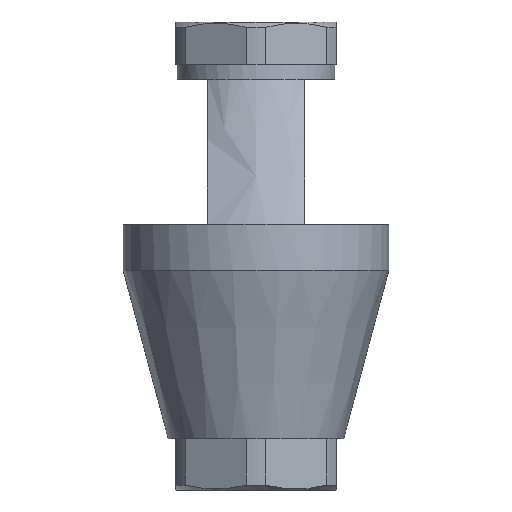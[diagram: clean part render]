
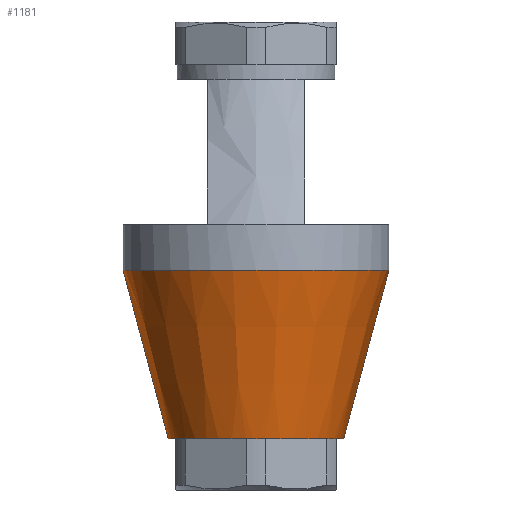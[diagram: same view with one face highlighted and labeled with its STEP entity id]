
A CAD part, left-side view. The second image highlights one B-rep face of the part: STEP entity #1181.
In plain terms, the highlighted conical face has half-angle 15 degrees and reference radius 26.325 mm.
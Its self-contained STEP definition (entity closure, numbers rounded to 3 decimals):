
#44=CONICAL_SURFACE($,#1306,26.325,15.);
#125=FACE_OUTER_BOUND($,#198,.T.);
#198=EDGE_LOOP($,(#970,#971,#972,#973,#974,#975,#976,#977,#978,#979));
#289=LINE($,#2067,#373);
#290=LINE($,#2068,#374);
#373=VECTOR($,#1628,35.739);
#374=VECTOR($,#1629,35.739);
#412=CIRCLE($,#1262,18.);
#415=CIRCLE($,#1268,18.);
#417=CIRCLE($,#1271,18.);
#418=CIRCLE($,#1273,18.);
#430=CIRCLE($,#1299,18.);
#431=CIRCLE($,#1301,18.);
#432=CIRCLE($,#1303,18.);
#434=CIRCLE($,#1307,27.25);
#494=VERTEX_POINT($,#1866);
#495=VERTEX_POINT($,#1867);
#498=VERTEX_POINT($,#1877);
#512=VERTEX_POINT($,#1915);
#516=VERTEX_POINT($,#1929);
#517=VERTEX_POINT($,#1930);
#520=VERTEX_POINT($,#1940);
#521=VERTEX_POINT($,#1948);
#552=VERTEX_POINT($,#2064);
#553=VERTEX_POINT($,#2065);
#647=EDGE_CURVE($,#498,#520,#412,.T.);
#650=EDGE_CURVE($,#521,#512,#415,.T.);
#652=EDGE_CURVE($,#494,#495,#417,.T.);
#653=EDGE_CURVE($,#516,#517,#418,.T.);
#697=EDGE_CURVE($,#495,#498,#430,.T.);
#698=EDGE_CURVE($,#517,#494,#431,.T.);
#699=EDGE_CURVE($,#512,#516,#432,.T.);
#701=EDGE_CURVE($,#520,#552,#289,.T.);
#702=EDGE_CURVE($,#553,#521,#290,.T.);
#703=EDGE_CURVE($,#553,#552,#434,.T.);
#970=ORIENTED_EDGE($,*,*,#703,.F.);
#971=ORIENTED_EDGE($,*,*,#702,.T.);
#972=ORIENTED_EDGE($,*,*,#650,.T.);
#973=ORIENTED_EDGE($,*,*,#699,.T.);
#974=ORIENTED_EDGE($,*,*,#653,.T.);
#975=ORIENTED_EDGE($,*,*,#698,.T.);
#976=ORIENTED_EDGE($,*,*,#652,.T.);
#977=ORIENTED_EDGE($,*,*,#697,.T.);
#978=ORIENTED_EDGE($,*,*,#647,.T.);
#979=ORIENTED_EDGE($,*,*,#701,.T.);
#1181=ADVANCED_FACE($,(#125),#44,.T.);
#1262=AXIS2_PLACEMENT_3D($,#1942,#1516,#1517);
#1268=AXIS2_PLACEMENT_3D($,#1949,#1528,#1529);
#1271=AXIS2_PLACEMENT_3D($,#1952,#1534,#1535);
#1273=AXIS2_PLACEMENT_3D($,#1954,#1538,#1539);
#1299=AXIS2_PLACEMENT_3D($,#2058,#1614,#1615);
#1301=AXIS2_PLACEMENT_3D($,#2060,#1618,#1619);
#1303=AXIS2_PLACEMENT_3D($,#2062,#1622,#1623);
#1306=AXIS2_PLACEMENT_3D($,#2069,#1630,#1631);
#1307=AXIS2_PLACEMENT_3D($,#2070,#1632,#1633);
#1516=DIRECTION('center_axis',(0.,0.,1.));
#1517=DIRECTION('ref_axis',(-0.588,-0.809,0.));
#1528=DIRECTION('center_axis',(0.,0.,1.));
#1529=DIRECTION('ref_axis',(-0.588,-0.809,0.));
#1534=DIRECTION('center_axis',(0.,0.,1.));
#1535=DIRECTION('ref_axis',(-0.588,-0.809,0.));
#1538=DIRECTION('center_axis',(0.,0.,1.));
#1539=DIRECTION('ref_axis',(-0.588,-0.809,0.));
#1614=DIRECTION('center_axis',(0.,0.,1.));
#1615=DIRECTION('ref_axis',(0.,-1.,0.));
#1618=DIRECTION('center_axis',(0.,0.,1.));
#1619=DIRECTION('ref_axis',(0.,-1.,0.));
#1622=DIRECTION('center_axis',(0.,0.,1.));
#1623=DIRECTION('ref_axis',(0.,-1.,0.));
#1628=DIRECTION($,(0.,-0.259,0.966));
#1629=DIRECTION($,(0.,-0.259,-0.966));
#1630=DIRECTION('center_axis',(0.,0.,
1.));
#1631=DIRECTION('ref_axis',(-0.588,-0.809,0.));
#1632=DIRECTION('center_axis',(0.,0.,1.));
#1633=DIRECTION('ref_axis',(0.,-1.,0.));
#1866=CARTESIAN_POINT('',(-17.886,-2.02,-43.985));
#1867=CARTESIAN_POINT('',(-10.693,-14.48,-43.985));
#1877=CARTESIAN_POINT('',(-7.194,-16.5,-43.985));
#1915=CARTESIAN_POINT('',(-7.194,16.5,-43.985));
#1929=CARTESIAN_POINT('',(-10.693,14.48,-43.985));
#1930=CARTESIAN_POINT('',(-17.886,2.02,-43.985));
#1940=CARTESIAN_POINT('',(0.,-18.,-43.985));
#1942=CARTESIAN_POINT('Origin',(0.,0.,
-43.985));
#1948=CARTESIAN_POINT('',(0.,18.,-43.985));
#1949=CARTESIAN_POINT('Origin',(0.,0.,
-43.985));
#1952=CARTESIAN_POINT('Origin',(0.,0.,
-43.985));
#1954=CARTESIAN_POINT('Origin',(0.,0.,
-43.985));
#2058=CARTESIAN_POINT('Origin',(0.,0.,-43.985));
#2060=CARTESIAN_POINT('Origin',(0.,0.,-43.985));
#2062=CARTESIAN_POINT('Origin',(0.,0.,-43.985));
#2064=CARTESIAN_POINT('',(0.,-27.25,-9.464));
#2065=CARTESIAN_POINT('',(0.,27.25,-9.464));
#2067=CARTESIAN_POINT($,(0.,-18.,-43.985));
#2068=CARTESIAN_POINT($,(0.,27.25,-9.464));
#2069=CARTESIAN_POINT('Origin',(0.,0.,
-12.916));
#2070=CARTESIAN_POINT('Origin',(0.,0.,-9.464));
